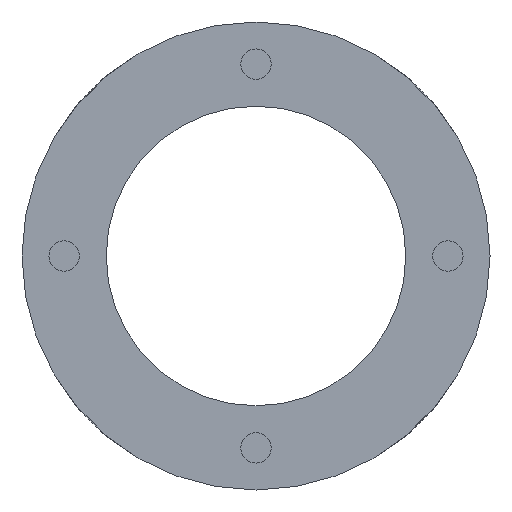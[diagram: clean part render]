
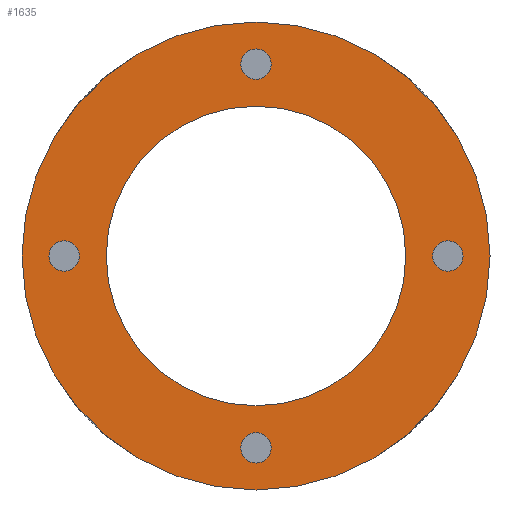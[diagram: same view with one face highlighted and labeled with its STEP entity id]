
A CAD part, left-side view. The second image highlights one B-rep face of the part: STEP entity #1635.
In plain terms, the highlighted planar face has unit normal (-1, 0, 0).
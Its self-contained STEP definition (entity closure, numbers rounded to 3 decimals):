
#35 = CIRCLE ( 'NONE', #1706, 1.621 ) ;
#74 = CIRCLE ( 'NONE', #1698, 25. ) ;
#140 = AXIS2_PLACEMENT_3D ( 'NONE', #2872, #2873, #2874 ) ;
#142 = AXIS2_PLACEMENT_3D ( 'NONE', #2869, #2870, #2871 ) ;
#143 = AXIS2_PLACEMENT_3D ( 'NONE', #3048, #3049, #3050 ) ;
#145 = AXIS2_PLACEMENT_3D ( 'NONE', #3012, #3013, #3014 ) ;
#148 = AXIS2_PLACEMENT_3D ( 'NONE', #2993, #2994, #2995 ) ;
#150 = AXIS2_PLACEMENT_3D ( 'NONE', #2984, #2985, #2986 ) ;
#154 = AXIS2_PLACEMENT_3D ( 'NONE', #2875, #2876, #2877 ) ;
#364 = AXIS2_PLACEMENT_3D ( 'NONE', #2866, #2867, #2868 ) ;
#365 = AXIS2_PLACEMENT_3D ( 'NONE', #2863, #2864, #2865 ) ;
#367 = AXIS2_PLACEMENT_3D ( 'NONE', #2793, #2794, #2795 ) ;
#401 = VERTEX_POINT ( 'NONE', #1429 ) ;
#402 = VERTEX_POINT ( 'NONE', #1439 ) ;
#405 = VERTEX_POINT ( 'NONE', #1442 ) ;
#406 = VERTEX_POINT ( 'NONE', #1443 ) ;
#409 = VERTEX_POINT ( 'NONE', #1446 ) ;
#410 = VERTEX_POINT ( 'NONE', #1447 ) ;
#413 = VERTEX_POINT ( 'NONE', #1450 ) ;
#414 = VERTEX_POINT ( 'NONE', #1451 ) ;
#419 = VERTEX_POINT ( 'NONE', #1456 ) ;
#423 = VERTEX_POINT ( 'NONE', #1460 ) ;
#435 = VERTEX_POINT ( 'NONE', #1472 ) ;
#437 = VERTEX_POINT ( 'NONE', #1474 ) ;
#666 = FACE_BOUND ( 'NONE', #965, .T. ) ;
#668 = FACE_BOUND ( 'NONE', #1002, .T. ) ;
#670 = FACE_BOUND ( 'NONE', #967, .T. ) ;
#672 = FACE_BOUND ( 'NONE', #968, .T. ) ;
#674 = FACE_BOUND ( 'NONE', #969, .T. ) ;
#675 = FACE_OUTER_BOUND ( 'NONE', #964, .T. ) ;
#774 = CIRCLE ( 'NONE', #364, 1.621 ) ;
#790 = CIRCLE ( 'NONE', #367, 25. ) ;
#791 = CIRCLE ( 'NONE', #365, 16. ) ;
#793 = CIRCLE ( 'NONE', #142, 1.621 ) ;
#794 = CIRCLE ( 'NONE', #140, 1.621 ) ;
#795 = CIRCLE ( 'NONE', #154, 1.621 ) ;
#808 = CIRCLE ( 'NONE', #150, 1.621 ) ;
#813 = CIRCLE ( 'NONE', #148, 16. ) ;
#822 = CIRCLE ( 'NONE', #145, 1.621 ) ;
#828 = CIRCLE ( 'NONE', #143, 1.621 ) ;
#964 = EDGE_LOOP ( 'NONE', ( #1266, #1265 ) ) ;
#965 = EDGE_LOOP ( 'NONE', ( #1256, #1263 ) ) ;
#967 = EDGE_LOOP ( 'NONE', ( #1292, #1285 ) ) ;
#968 = EDGE_LOOP ( 'NONE', ( #1271, #1268 ) ) ;
#969 = EDGE_LOOP ( 'NONE', ( #1244, #1250 ) ) ;
#1002 = EDGE_LOOP ( 'NONE', ( #1283, #1273 ) ) ;
#1091 = EDGE_CURVE ( 'NONE', #437, #435, #74, .T. ) ;
#1095 = EDGE_CURVE ( 'NONE', #402, #401, #35, .T. ) ;
#1244 = ORIENTED_EDGE ( 'NONE', *, *, #3459, .T. ) ;
#1250 = ORIENTED_EDGE ( 'NONE', *, *, #3426, .T. ) ;
#1256 = ORIENTED_EDGE ( 'NONE', *, *, #3425, .T. ) ;
#1263 = ORIENTED_EDGE ( 'NONE', *, *, #3447, .T. ) ;
#1265 = ORIENTED_EDGE ( 'NONE', *, *, #3421, .F. ) ;
#1266 = ORIENTED_EDGE ( 'NONE', *, *, #1091, .F. ) ;
#1268 = ORIENTED_EDGE ( 'NONE', *, *, #3429, .T. ) ;
#1271 = ORIENTED_EDGE ( 'NONE', *, *, #1095, .T. ) ;
#1273 = ORIENTED_EDGE ( 'NONE', *, *, #3428, .T. ) ;
#1283 = ORIENTED_EDGE ( 'NONE', *, *, #3444, .T. ) ;
#1285 = ORIENTED_EDGE ( 'NONE', *, *, #3427, .T. ) ;
#1292 = ORIENTED_EDGE ( 'NONE', *, *, #3455, .T. ) ;
#1429 = CARTESIAN_POINT ( 'NONE',  ( 0., 20.5, -1.621 ) ) ;
#1439 = CARTESIAN_POINT ( 'NONE',  ( 0., 20.5, 1.621 ) ) ;
#1442 = CARTESIAN_POINT ( 'NONE',  ( 0., 0., -22.121 ) ) ;
#1443 = CARTESIAN_POINT ( 'NONE',  ( 0., 0., -18.879 ) ) ;
#1446 = CARTESIAN_POINT ( 'NONE',  ( 0., -20.5, -1.621 ) ) ;
#1447 = CARTESIAN_POINT ( 'NONE',  ( 0., -20.5, 1.621 ) ) ;
#1450 = CARTESIAN_POINT ( 'NONE',  ( 0., 0., 18.879 ) ) ;
#1451 = CARTESIAN_POINT ( 'NONE',  ( 0., 0., 22.121 ) ) ;
#1456 = CARTESIAN_POINT ( 'NONE',  ( 0., 0., 16. ) ) ;
#1460 = CARTESIAN_POINT ( 'NONE',  ( 0., 0., -16. ) ) ;
#1472 = CARTESIAN_POINT ( 'NONE',  ( 0., 0., 25. ) ) ;
#1474 = CARTESIAN_POINT ( 'NONE',  ( 0., 0., -25. ) ) ;
#1635 = ADVANCED_FACE ( 'NONE', ( #666, #674, #670, #668, #672, #675 ), #2518, .T. ) ;
#1698 = AXIS2_PLACEMENT_3D ( 'NONE', #2211, #2212, #2213 ) ;
#1706 = AXIS2_PLACEMENT_3D ( 'NONE', #2221, #2222, #2223 ) ;
#1745 = AXIS2_PLACEMENT_3D ( 'NONE', #2519, #2516, #2520 ) ;
#2211 = CARTESIAN_POINT ( 'NONE',  ( 0., 0., 0. ) ) ;
#2212 = DIRECTION ( 'NONE',  ( 1., 0., 0. ) ) ;
#2213 = DIRECTION ( 'NONE',  ( 0., 0., -1. ) ) ;
#2221 = CARTESIAN_POINT ( 'NONE',  ( 0., 20.5, 0. ) ) ;
#2222 = DIRECTION ( 'NONE',  ( 1., 0., 0. ) ) ;
#2223 = DIRECTION ( 'NONE',  ( 0., 0., 1. ) ) ;
#2516 = DIRECTION ( 'NONE',  ( -1., 0., 0. ) ) ;
#2518 = PLANE ( 'NONE',  #1745 ) ;
#2519 = CARTESIAN_POINT ( 'NONE',  ( 0., 20.5, 0. ) ) ;
#2520 = DIRECTION ( 'NONE',  ( 0., 0., 1. ) ) ;
#2793 = CARTESIAN_POINT ( 'NONE',  ( 0., 0., 0. ) ) ;
#2794 = DIRECTION ( 'NONE',  ( 1., 0., 0. ) ) ;
#2795 = DIRECTION ( 'NONE',  ( 0., 0., -1. ) ) ;
#2863 = CARTESIAN_POINT ( 'NONE',  ( 0., 0., 0. ) ) ;
#2864 = DIRECTION ( 'NONE',  ( 1., 0., 0. ) ) ;
#2865 = DIRECTION ( 'NONE',  ( 0., 0., -1. ) ) ;
#2866 = CARTESIAN_POINT ( 'NONE',  ( 0., 0., 20.5 ) ) ;
#2867 = DIRECTION ( 'NONE',  ( 1., 0., 0. ) ) ;
#2868 = DIRECTION ( 'NONE',  ( 0., 0., 1. ) ) ;
#2869 = CARTESIAN_POINT ( 'NONE',  ( 0., -20.5, 0. ) ) ;
#2870 = DIRECTION ( 'NONE',  ( 1., 0., 0. ) ) ;
#2871 = DIRECTION ( 'NONE',  ( 0., 0., 1. ) ) ;
#2872 = CARTESIAN_POINT ( 'NONE',  ( 0., 0., -20.5 ) ) ;
#2873 = DIRECTION ( 'NONE',  ( 1., 0., 0. ) ) ;
#2874 = DIRECTION ( 'NONE',  ( 0., 0., 1. ) ) ;
#2875 = CARTESIAN_POINT ( 'NONE',  ( 0., 20.5, 0. ) ) ;
#2876 = DIRECTION ( 'NONE',  ( 1., 0., 0. ) ) ;
#2877 = DIRECTION ( 'NONE',  ( 0., 0., 1. ) ) ;
#2984 = CARTESIAN_POINT ( 'NONE',  ( 0., 0., -20.5 ) ) ;
#2985 = DIRECTION ( 'NONE',  ( 1., 0., 0. ) ) ;
#2986 = DIRECTION ( 'NONE',  ( 0., 0., 1. ) ) ;
#2993 = CARTESIAN_POINT ( 'NONE',  ( 0., 0., 0. ) ) ;
#2994 = DIRECTION ( 'NONE',  ( 1., 0., 0. ) ) ;
#2995 = DIRECTION ( 'NONE',  ( 0., 0., -1. ) ) ;
#3012 = CARTESIAN_POINT ( 'NONE',  ( 0., -20.5, 0. ) ) ;
#3013 = DIRECTION ( 'NONE',  ( 1., 0., 0. ) ) ;
#3014 = DIRECTION ( 'NONE',  ( 0., 0., 1. ) ) ;
#3048 = CARTESIAN_POINT ( 'NONE',  ( 0., 0., 20.5 ) ) ;
#3049 = DIRECTION ( 'NONE',  ( 1., 0., 0. ) ) ;
#3050 = DIRECTION ( 'NONE',  ( 0., 0., 1. ) ) ;
#3421 = EDGE_CURVE ( 'NONE', #435, #437, #790, .T. ) ;
#3425 = EDGE_CURVE ( 'NONE', #423, #419, #791, .T. ) ;
#3426 = EDGE_CURVE ( 'NONE', #413, #414, #774, .T. ) ;
#3427 = EDGE_CURVE ( 'NONE', #409, #410, #793, .T. ) ;
#3428 = EDGE_CURVE ( 'NONE', #405, #406, #794, .T. ) ;
#3429 = EDGE_CURVE ( 'NONE', #401, #402, #795, .T. ) ;
#3444 = EDGE_CURVE ( 'NONE', #406, #405, #808, .T. ) ;
#3447 = EDGE_CURVE ( 'NONE', #419, #423, #813, .T. ) ;
#3455 = EDGE_CURVE ( 'NONE', #410, #409, #822, .T. ) ;
#3459 = EDGE_CURVE ( 'NONE', #414, #413, #828, .T. ) ;
